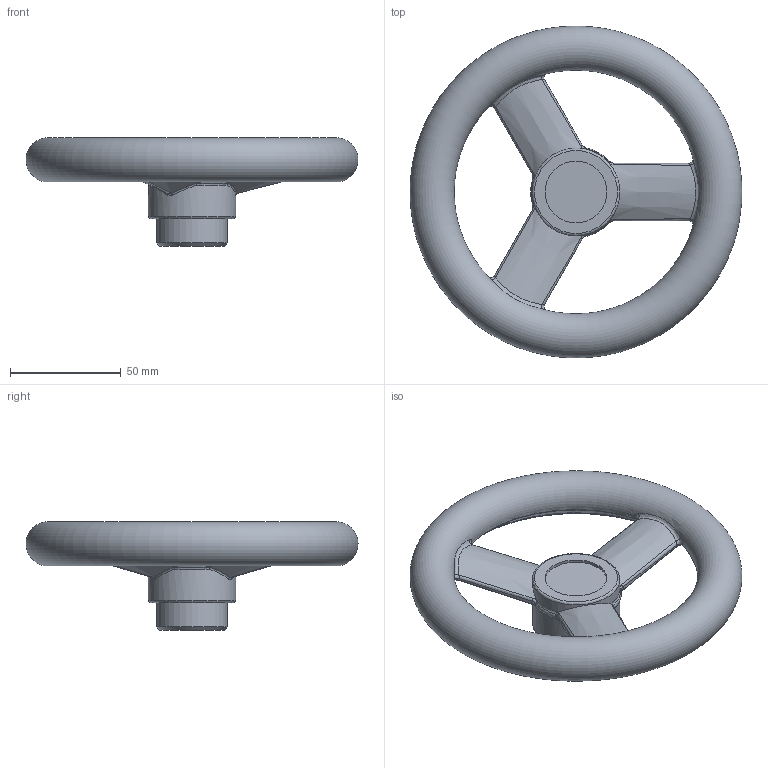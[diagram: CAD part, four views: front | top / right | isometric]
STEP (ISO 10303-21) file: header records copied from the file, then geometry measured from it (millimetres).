
FILE_DESCRIPTION( ( 'Unknown' ), '1' );
FILE_NAME( '6102015_VRA150.stp', 'Unknown', ( 'Unknown' ), ( 'Unknown' ), 'XStep 1.0', 'Unknown', ' ' );
FILE_SCHEMA( ( 'CONFIG_CONTROL_DESIGN' ) );
Length unit declared in the file: millimetre
Products named in the file (1): 1
Bounding box: 149.98 x 149.98 x 49 mm (x, y, z)
Volume: 178904.2 mm3; surface area: 39620.1 mm2
Topology: 1 solids, 2 shells, 128 faces, 348 edges, 218 vertices
Faces by surface type: bspline 75, plane 22, torus 19, cylinder 7, cone 5
Full cylindrical faces by diameter (mm): 6 x1, 28 x2, 32 x1, 39.5 x2, 123.94 x1
Entity records: 12713 total; most frequent: CARTESIAN_POINT 10245, ORIENTED_EDGE 646, EDGE_CURVE 323, DIRECTION 286, B_SPLINE_CURVE_WITH_KNOTS 231, VERTEX_POINT 210, EDGE_LOOP 146, AXIS2_PLACEMENT_3D 140
